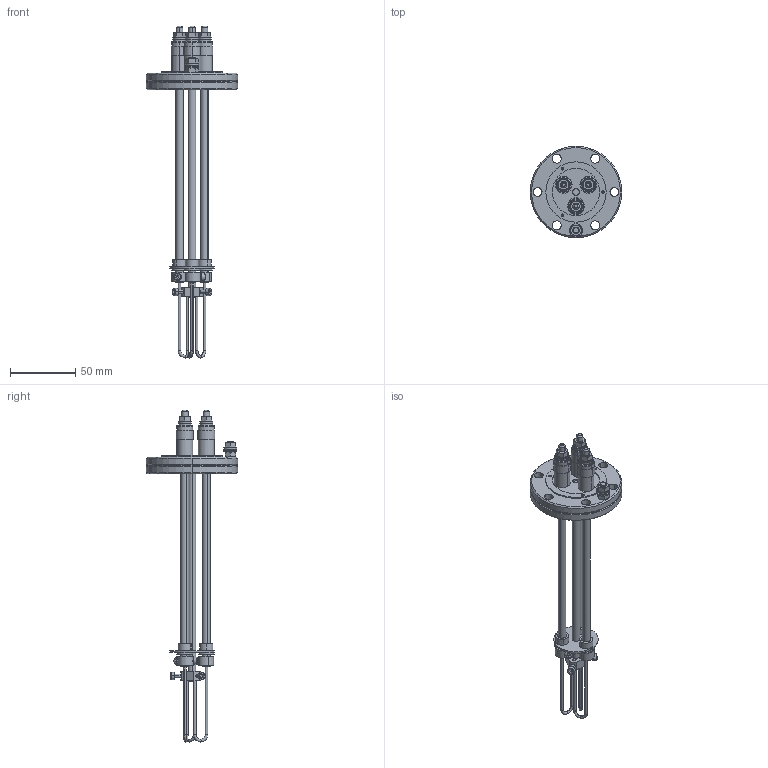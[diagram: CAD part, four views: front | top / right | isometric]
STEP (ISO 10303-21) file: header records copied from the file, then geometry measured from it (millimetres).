
FILE_DESCRIPTION((''),'2;1');
FILE_NAME('PRT0001','2017-06-06T',('gavin.marshall'),(''),'CREO PARAMETRIC BY PTC INC, 2015080','CREO PARAMETRIC BY PTC INC, 2015080','');
FILE_SCHEMA(('AUTOMOTIVE_DESIGN { 1 0 10303 214 1 1 1 1 }'));
Length unit declared in the file: millimetre
Products named in the file (1): PRT0001
Bounding box: 69.85 x 69.85 x 253.5 mm (x, y, z)
Volume: 72729.4 mm3; surface area: 45940.8 mm2
Topology: 11 solids, 14 shells, 633 faces, 1531 edges, 966 vertices
Faces by surface type: cylinder 249, plane 216, cone 136, torus 32
Entity records: 22410 total; most frequent: CARTESIAN_POINT 7042, DIRECTION 3254, ORIENTED_EDGE 3010, EDGE_CURVE 1505, AXIS2_PLACEMENT_3D 1359, VERTEX_POINT 966, EDGE_LOOP 751, CIRCLE 726
